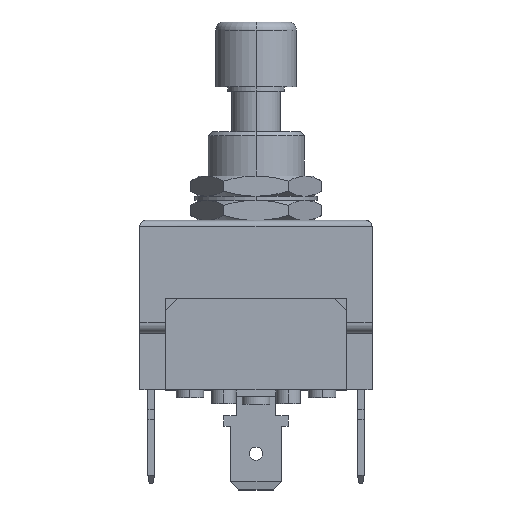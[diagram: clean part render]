
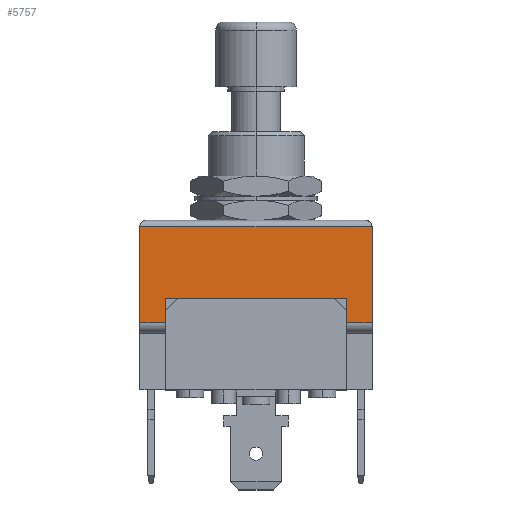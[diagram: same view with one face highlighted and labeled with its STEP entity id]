
A CAD part, top view. The second image highlights one B-rep face of the part: STEP entity #5757.
In plain terms, the highlighted planar face has unit normal (0, 0, 1).
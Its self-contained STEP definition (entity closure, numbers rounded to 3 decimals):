
#18 = DIRECTION ( 'NONE',  ( 1., 0., 0. ) ) ;
#39 = VERTEX_POINT ( 'NONE', #3136 ) ;
#148 = LINE ( 'NONE', #7456, #7859 ) ;
#229 = LINE ( 'NONE', #7632, #1990 ) ;
#241 = LINE ( 'NONE', #6170, #6613 ) ;
#289 = VERTEX_POINT ( 'NONE', #2767 ) ;
#493 = CARTESIAN_POINT ( 'NONE',  ( 11.23, -8.9, 7.9 ) ) ;
#576 = EDGE_CURVE ( 'NONE', #7939, #39, #4570, .T. ) ;
#654 = CARTESIAN_POINT ( 'NONE',  ( 11.23, -11.9, 7.9 ) ) ;
#740 = ORIENTED_EDGE ( 'NONE', *, *, #7694, .F. ) ;
#1243 = CARTESIAN_POINT ( 'NONE',  ( 14.4, 0.8, 7.9 ) ) ;
#1495 = LINE ( 'NONE', #1243, #2637 ) ;
#1581 = EDGE_LOOP ( 'NONE', ( #2490, #6409, #5977, #1828, #740, #5384, #2749, #7442 ) ) ;
#1693 = VERTEX_POINT ( 'NONE', #493 ) ;
#1770 = CARTESIAN_POINT ( 'NONE',  ( 14.4, -11.9, 7.9 ) ) ;
#1815 = VERTEX_POINT ( 'NONE', #2977 ) ;
#1828 = ORIENTED_EDGE ( 'NONE', *, *, #6073, .F. ) ;
#1863 = PLANE ( 'NONE',  #7440 ) ;
#1928 = DIRECTION ( 'NONE',  ( 0., -1., 0. ) ) ;
#1939 = VERTEX_POINT ( 'NONE', #4960 ) ;
#1944 = EDGE_CURVE ( 'NONE', #1693, #2892, #7496, .T. ) ;
#1990 = VECTOR ( 'NONE', #4539, 1000. ) ;
#1994 = VECTOR ( 'NONE', #4275, 1000. ) ;
#2182 = FACE_OUTER_BOUND ( 'NONE', #1581, .T. ) ;
#2418 = DIRECTION ( 'NONE',  ( 0., -1., 0. ) ) ;
#2490 = ORIENTED_EDGE ( 'NONE', *, *, #7953, .F. ) ;
#2534 = CARTESIAN_POINT ( 'NONE',  ( 11.23, -11.9, 7.9 ) ) ;
#2637 = VECTOR ( 'NONE', #1928, 1000. ) ;
#2749 = ORIENTED_EDGE ( 'NONE', *, *, #1944, .T. ) ;
#2757 = VECTOR ( 'NONE', #2418, 1000. ) ;
#2767 = CARTESIAN_POINT ( 'NONE',  ( -11.23, -8.9, 7.9 ) ) ;
#2882 = EDGE_CURVE ( 'NONE', #289, #1693, #3640, .T. ) ;
#2892 = VERTEX_POINT ( 'NONE', #2534 ) ;
#2977 = CARTESIAN_POINT ( 'NONE',  ( -14.4, -11.9, 7.9 ) ) ;
#3105 = CARTESIAN_POINT ( 'NONE',  ( 0., 0., 7.9 ) ) ;
#3136 = CARTESIAN_POINT ( 'NONE',  ( -14.4, 0., 7.9 ) ) ;
#3386 = DIRECTION ( 'NONE',  ( -1., 0., 0. ) ) ;
#3442 = VECTOR ( 'NONE', #3386, 1000. ) ;
#3640 = LINE ( 'NONE', #6865, #1994 ) ;
#3787 = DIRECTION ( 'NONE',  ( 0., -1., 0. ) ) ;
#3831 = CARTESIAN_POINT ( 'NONE',  ( 14.4, 0., 7.9 ) ) ;
#4275 = DIRECTION ( 'NONE',  ( 1., 0., 0. ) ) ;
#4539 = DIRECTION ( 'NONE',  ( 1., 0., 0. ) ) ;
#4570 = LINE ( 'NONE', #3105, #5245 ) ;
#4846 = CARTESIAN_POINT ( 'NONE',  ( 0., 0., 7.9 ) ) ;
#4960 = CARTESIAN_POINT ( 'NONE',  ( -11.23, -11.9, 7.9 ) ) ;
#5245 = VECTOR ( 'NONE', #5626, 1000. ) ;
#5384 = ORIENTED_EDGE ( 'NONE', *, *, #2882, .T. ) ;
#5616 = DIRECTION ( 'NONE',  ( 0., -1., 0. ) ) ;
#5626 = DIRECTION ( 'NONE',  ( -1., 0., 0. ) ) ;
#5757 = ADVANCED_FACE ( 'NONE', ( #2182 ), #1863, .T. ) ;
#5859 = LINE ( 'NONE', #6451, #3442 ) ;
#5977 = ORIENTED_EDGE ( 'NONE', *, *, #7960, .T. ) ;
#6073 = EDGE_CURVE ( 'NONE', #1939, #1815, #5859, .T. ) ;
#6098 = DIRECTION ( 'NONE',  ( 0., 0., 1. ) ) ;
#6170 = CARTESIAN_POINT ( 'NONE',  ( -11.23, -11.9, 7.9 ) ) ;
#6409 = ORIENTED_EDGE ( 'NONE', *, *, #576, .T. ) ;
#6451 = CARTESIAN_POINT ( 'NONE',  ( -11.23, -11.9, 7.9 ) ) ;
#6613 = VECTOR ( 'NONE', #5616, 1000. ) ;
#6865 = CARTESIAN_POINT ( 'NONE',  ( 0., -8.9, 7.9 ) ) ;
#7318 = EDGE_CURVE ( 'NONE', #2892, #7536, #229, .T. ) ;
#7440 = AXIS2_PLACEMENT_3D ( 'NONE', #4846, #6098, #18 ) ;
#7442 = ORIENTED_EDGE ( 'NONE', *, *, #7318, .T. ) ;
#7456 = CARTESIAN_POINT ( 'NONE',  ( -14.4, 0.8, 7.9 ) ) ;
#7496 = LINE ( 'NONE', #654, #2757 ) ;
#7536 = VERTEX_POINT ( 'NONE', #1770 ) ;
#7632 = CARTESIAN_POINT ( 'NONE',  ( 11.23, -11.9, 7.9 ) ) ;
#7694 = EDGE_CURVE ( 'NONE', #289, #1939, #241, .T. ) ;
#7859 = VECTOR ( 'NONE', #3787, 1000. ) ;
#7939 = VERTEX_POINT ( 'NONE', #3831 ) ;
#7953 = EDGE_CURVE ( 'NONE', #7939, #7536, #1495, .T. ) ;
#7960 = EDGE_CURVE ( 'NONE', #39, #1815, #148, .T. ) ;
